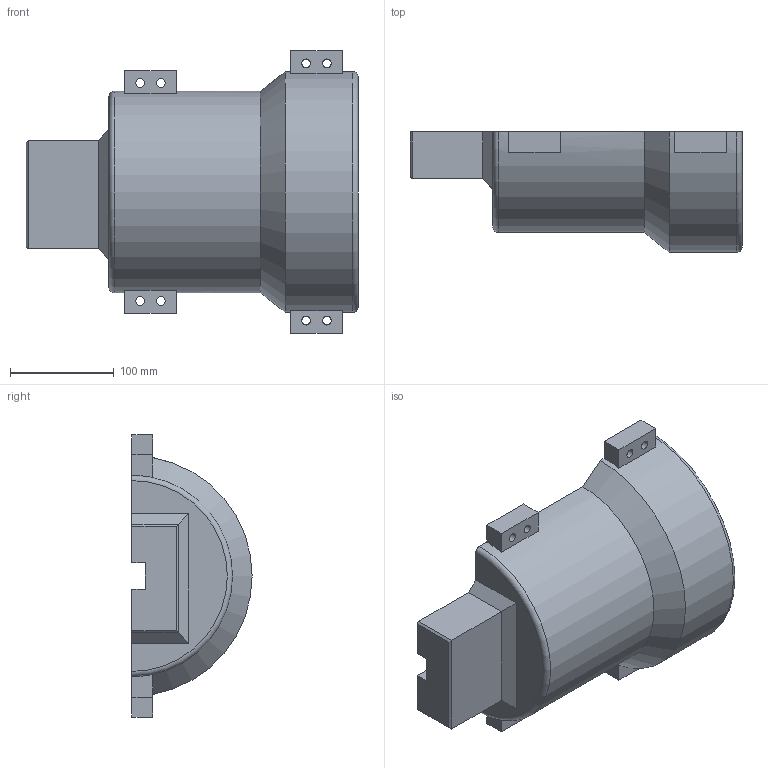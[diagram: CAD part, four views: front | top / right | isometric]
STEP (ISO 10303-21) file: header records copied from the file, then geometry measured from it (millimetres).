
FILE_DESCRIPTION(/* description */ (''),/* implementation_level */ '2;1');
FILE_NAME(/* name */ '220802_Altern_2teilig-unten_nurIso2mm_Isolierung_therm-Schutz.stp',/* time_stamp */ '2022-09-09T15:40:30+02:00',/* author */ ('heine'),/* organization */ (''),/* preprocessor_version */ 'ST-DEVELOPER v19',/* originating_system */ 'Autodesk Inventor 2023',/* authorisation */ '');
FILE_SCHEMA (('AUTOMOTIVE_DESIGN { 1 0 10303 214 3 1 1 }'));
Length unit declared in the file: millimetre
Products named in the file (1): 220802_Altern_2teilig-unten_nurIso2mm_Isolierung_therm-Schutz
Bounding box: 320 x 116 x 272 mm (x, y, z)
Volume: 2434546.8 mm3; surface area: 220188.4 mm2
Topology: 1 solids, 1 shells, 99 faces, 258 edges, 166 vertices
Faces by surface type: plane 60, cylinder 21, cone 10, torus 6, bspline 2
Full cylindrical faces by diameter (mm): 8.4 x8
Entity records: 3137 total; most frequent: CARTESIAN_POINT 573, DIRECTION 525, ORIENTED_EDGE 516, EDGE_CURVE 258, LINE 177, VECTOR 177, AXIS2_PLACEMENT_3D 174, VERTEX_POINT 165
